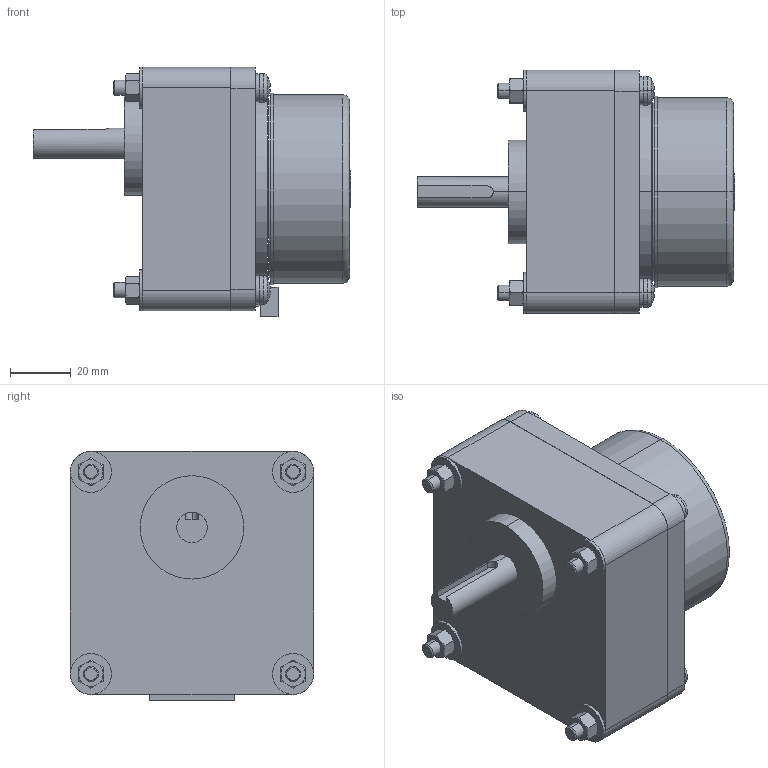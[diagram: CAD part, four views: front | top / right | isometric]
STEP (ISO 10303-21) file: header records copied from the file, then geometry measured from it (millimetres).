
FILE_DESCRIPTION(('starvars output'),'2;1');
FILE_NAME('fy8pf15n-d3.stp','14:53:56 2014/09/11',( 'Thomas Industrial Network Germany GmbH'),( 'Thomas Industrial Network Germany GmbH'),'unknown preprocess','ACIS' ,'unknown authorization');
FILE_SCHEMA(('AUTOMOTIVE_DESIGN_CC2 {UNKNOWN IMPLEMENTATION LEVEL}'));
Length unit declared in the file: millimetre
Products named in the file (5): PRODUCT_ID_1; PRODUCT_ID_2; PRODUCT_ID_3; PRODUCT_ID_4; PRODUCT_ID_5
Bounding box: 104.4 x 80 x 82 mm (x, y, z)
Volume: 346472.9 mm3; surface area: 58139.8 mm2
Topology: 5 solids, 5 shells, 291 faces, 634 edges, 381 vertices
Faces by surface type: plane 131, cone 80, cylinder 62, torus 10, bspline 8
Entity records: 9722 total; most frequent: CARTESIAN_POINT 1733, ORIENTED_EDGE 1268, DIRECTION 848, EDGE_CURVE 634, VERTEX_POINT 381, EDGE_LOOP 319, FACE_BOUND 319, AXIS2_PLACEMENT_3D 304
